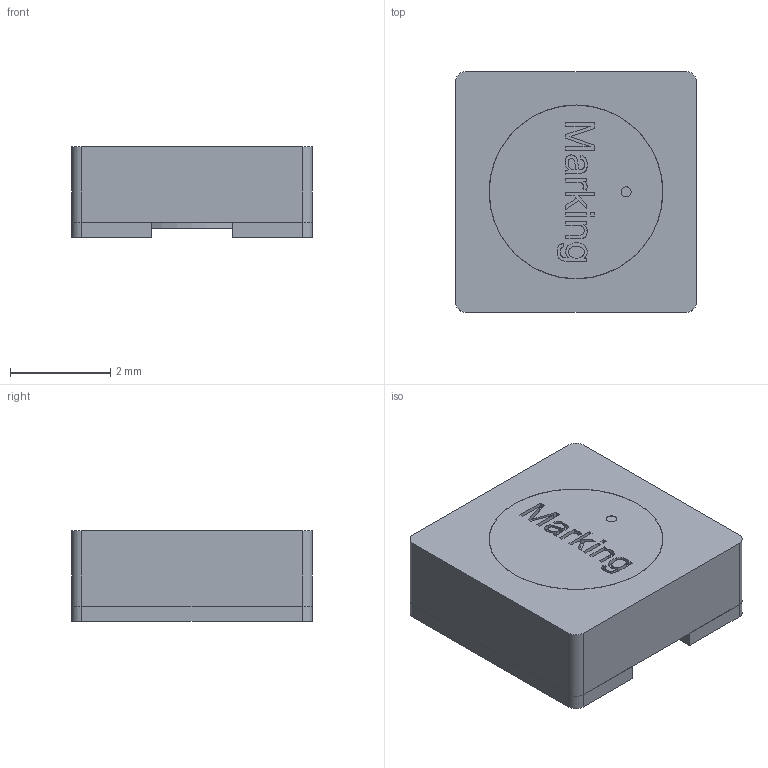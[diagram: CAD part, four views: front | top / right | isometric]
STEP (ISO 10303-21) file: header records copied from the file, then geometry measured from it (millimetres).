
FILE_DESCRIPTION(('STEP AP242'),'1');
FILE_NAME('44355.stp','2020-04-30T06:26:45',('TraceParts'),('TraceParts S.A.'),'Spatial InterOp 3D',' ',' ');
FILE_SCHEMA(('AP242_MANAGED_MODEL_BASED_3D_ENGINEERING_MIM_LF {1 0 10303 442 1 1 4}'));
Length unit declared in the file: millimetre
Products named in the file (1): 44355_1
Bounding box: 4.8 x 4.8 x 1.8 mm (x, y, z)
Volume: 32.8 mm3; surface area: 168.3 mm2
Topology: 6 solids, 6 shells, 218 faces, 579 edges, 387 vertices
Faces by surface type: plane 98, extrusion 62, cylinder 40, torus 14, bspline 4
Entity records: 12433 total; most frequent: CARTESIAN_POINT 5659, ORIENTED_EDGE 1158, DIRECTION 809, EDGE_CURVE 579, VERTEX_POINT 387, B_SPLINE_CURVE_WITH_KNOTS 327, AXIS2_PLACEMENT_3D 284, VECTOR 241
